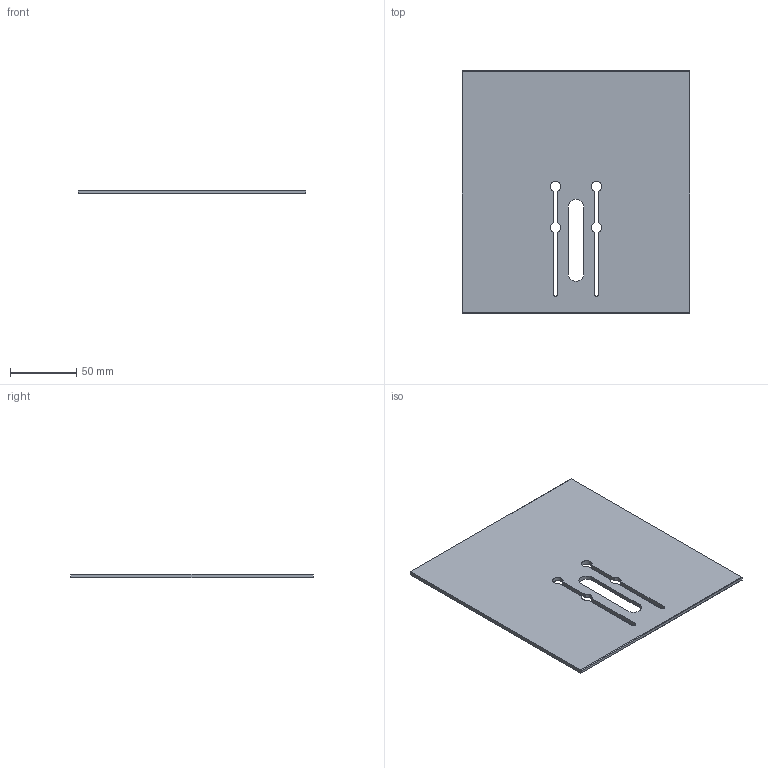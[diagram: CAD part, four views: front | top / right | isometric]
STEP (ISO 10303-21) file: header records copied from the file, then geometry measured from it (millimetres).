
FILE_DESCRIPTION(/* description */ (''),/* implementation_level */ '2;1');
FILE_NAME(/* name */ 'GuG_Back.step',/* time_stamp */ '2023-06-11T15:40:03+02:00',/* author */ (''),/* organization */ (''),/* preprocessor_version */ 'ST-DEVELOPER v19.2',/* originating_system */ 'Autodesk Translation Framework v12.6.0.85',/* authorisation */ '');
FILE_SCHEMA (('AUTOMOTIVE_DESIGN { 1 0 10303 214 3 1 1 }'));
Length unit declared in the file: millimetre
Products named in the file (1): GuG_Back
Bounding box: 172 x 183 x 3 mm (x, y, z)
Volume: 57410.2 mm3; surface area: 66430.5 mm2
Topology: 1 solids, 1 shells, 56 faces, 144 edges, 96 vertices
Faces by surface type: plane 46, cylinder 10
Entity records: 1733 total; most frequent: CARTESIAN_POINT 297, ORIENTED_EDGE 288, DIRECTION 278, EDGE_CURVE 144, LINE 124, VECTOR 124, VERTEX_POINT 96, AXIS2_PLACEMENT_3D 77
